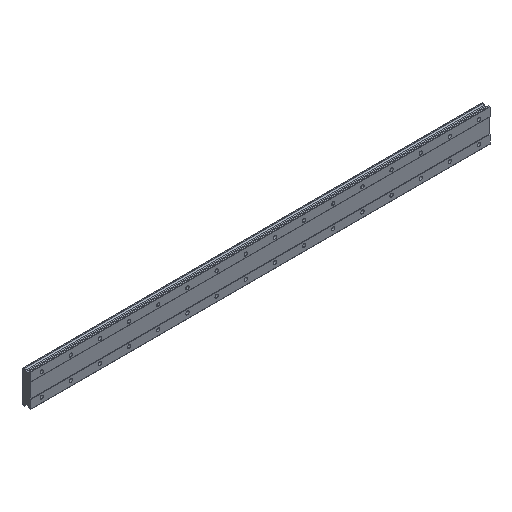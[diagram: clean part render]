
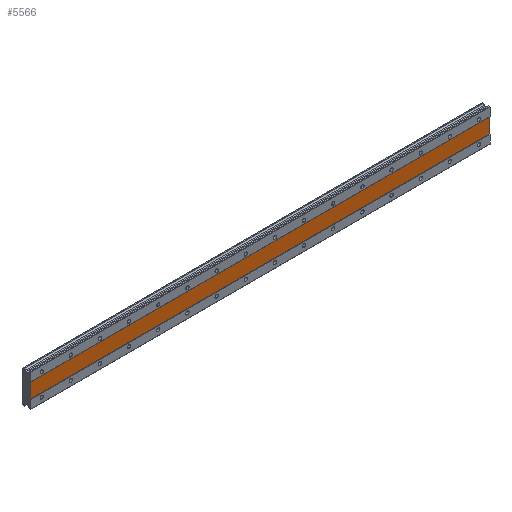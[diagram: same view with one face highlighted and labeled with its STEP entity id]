
A CAD part, isometric view. The second image highlights one B-rep face of the part: STEP entity #5566.
In plain terms, the highlighted planar face has unit normal (0, -1, 0).
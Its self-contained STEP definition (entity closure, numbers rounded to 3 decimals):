
#61 = VERTEX_POINT ( 'NONE', #3105 ) ;
#319 = EDGE_CURVE ( 'NONE', #61, #2866, #2980, .T. ) ;
#410 = ORIENTED_EDGE ( 'NONE', *, *, #319, .F. ) ;
#435 = EDGE_CURVE ( 'NONE', #2866, #5094, #785, .T. ) ;
#462 = EDGE_CURVE ( 'NONE', #5094, #2069, #2720, .T. ) ;
#575 = CARTESIAN_POINT ( 'NONE',  ( -30., 1., 20. ) ) ;
#594 = CARTESIAN_POINT ( 'NONE',  ( 1230., 1., -20. ) ) ;
#785 = LINE ( 'NONE', #2254, #3749 ) ;
#916 = ORIENTED_EDGE ( 'NONE', *, *, #435, .F. ) ;
#1171 = CARTESIAN_POINT ( 'NONE',  ( 1230., 1., 20. ) ) ;
#1613 = PLANE ( 'NONE',  #1972 ) ;
#1711 = DIRECTION ( 'NONE',  ( 0., 0., -1. ) ) ;
#1972 = AXIS2_PLACEMENT_3D ( 'NONE', #1171, #2571, #4429 ) ;
#2039 = EDGE_LOOP ( 'NONE', ( #410, #5564, #5505, #916 ) ) ;
#2069 = VERTEX_POINT ( 'NONE', #5105 ) ;
#2254 = CARTESIAN_POINT ( 'NONE',  ( -30., 1., 20. ) ) ;
#2571 = DIRECTION ( 'NONE',  ( 0., 1., 0. ) ) ;
#2679 = VECTOR ( 'NONE', #5639, 1000. ) ;
#2720 = LINE ( 'NONE', #4059, #2679 ) ;
#2774 = VECTOR ( 'NONE', #4424, 1000. ) ;
#2866 = VERTEX_POINT ( 'NONE', #5890 ) ;
#2980 = LINE ( 'NONE', #594, #2774 ) ;
#3105 = CARTESIAN_POINT ( 'NONE',  ( 1230., 1., -20. ) ) ;
#3122 = CARTESIAN_POINT ( 'NONE',  ( 1230., 1., 20. ) ) ;
#3749 = VECTOR ( 'NONE', #5467, 1000. ) ;
#3765 = EDGE_CURVE ( 'NONE', #2069, #61, #5034, .T. ) ;
#4059 = CARTESIAN_POINT ( 'NONE',  ( 1230., 1., 20. ) ) ;
#4079 = FACE_OUTER_BOUND ( 'NONE', #2039, .T. ) ;
#4424 = DIRECTION ( 'NONE',  ( -1., 0., 0. ) ) ;
#4429 = DIRECTION ( 'NONE',  ( 0., 0., 1. ) ) ;
#4600 = VECTOR ( 'NONE', #1711, 1000. ) ;
#5034 = LINE ( 'NONE', #3122, #4600 ) ;
#5094 = VERTEX_POINT ( 'NONE', #575 ) ;
#5105 = CARTESIAN_POINT ( 'NONE',  ( 1230., 1., 20. ) ) ;
#5467 = DIRECTION ( 'NONE',  ( 0., 0., 1. ) ) ;
#5505 = ORIENTED_EDGE ( 'NONE', *, *, #462, .F. ) ;
#5564 = ORIENTED_EDGE ( 'NONE', *, *, #3765, .F. ) ;
#5566 = ADVANCED_FACE ( 'NONE', ( #4079 ), #1613, .F. ) ;
#5639 = DIRECTION ( 'NONE',  ( 1., 0., 0. ) ) ;
#5890 = CARTESIAN_POINT ( 'NONE',  ( -30., 1., -20. ) ) ;
